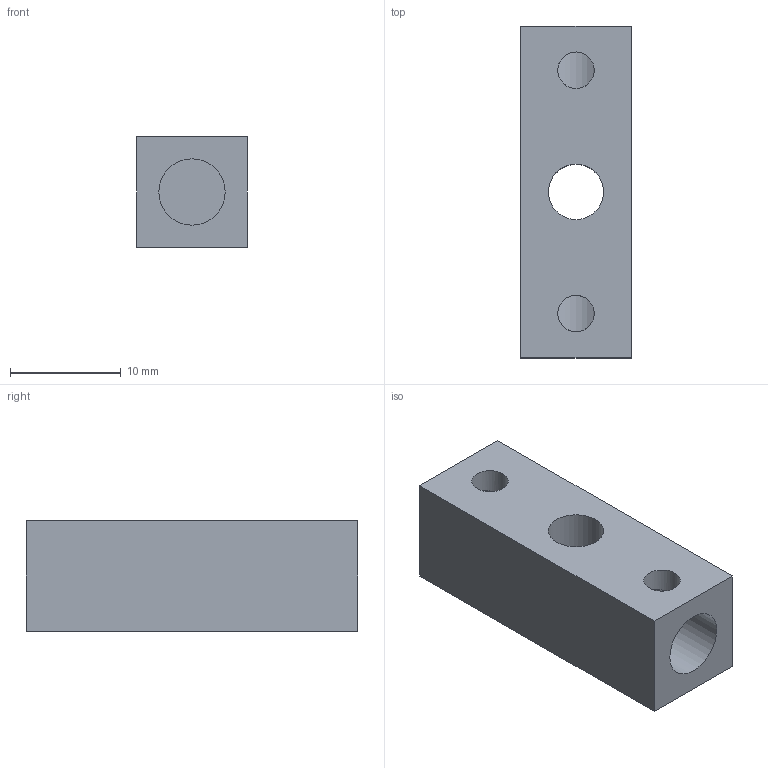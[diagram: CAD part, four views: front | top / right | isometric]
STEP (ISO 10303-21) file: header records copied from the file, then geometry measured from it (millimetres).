
FILE_DESCRIPTION(('FreeCAD Model'),'2;1');
FILE_NAME( 'PBUS-PWRTAPterminal.step', '2019-05-14T21:18:05',('Author'),(''), 'Open CASCADE STEP processor 7.2','FreeCAD','Unknown');
FILE_SCHEMA(('AUTOMOTIVE_DESIGN { 1 0 10303 214 1 1 1 1 }'));
Length unit declared in the file: millimetre
Products named in the file (1): Body
Bounding box: 10 x 30 x 10 mm (x, y, z)
Volume: 2201.9 mm3; surface area: 1906.3 mm2
Topology: 1 solids, 1 shells, 13 faces, 27 edges, 18 vertices
Faces by surface type: plane 8, cylinder 5
Full cylindrical faces by diameter (mm): 3.3 x2, 5 x1, 6 x2
Entity records: 1315 total; most frequent: CARTESIAN_POINT 719, DIRECTION 107, LINE 59, VECTOR 59, ORIENTED_EDGE 54, PCURVE 54, DEFINITIONAL_REPRESENTATION 54, EDGE_CURVE 27
